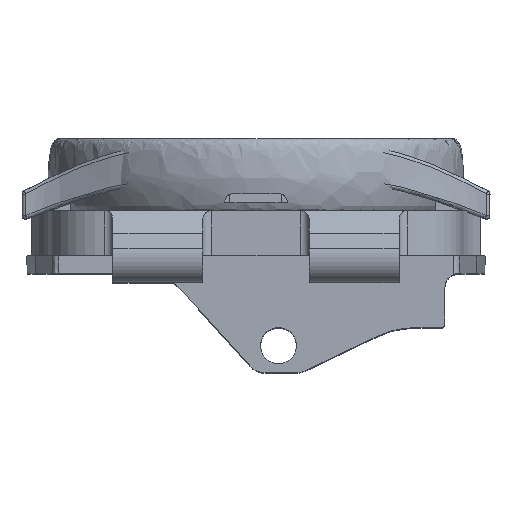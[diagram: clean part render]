
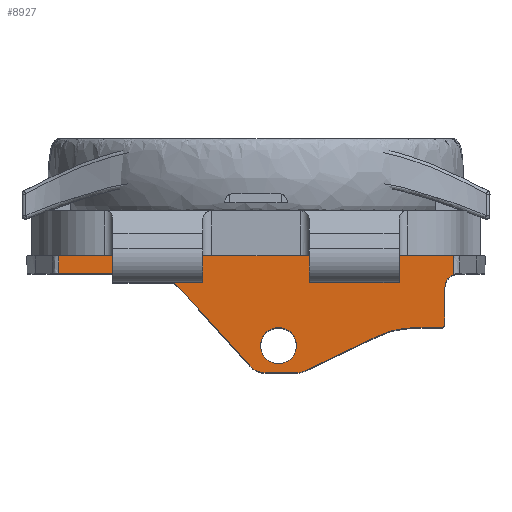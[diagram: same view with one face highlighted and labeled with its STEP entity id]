
A CAD part, top view. The second image highlights one B-rep face of the part: STEP entity #8927.
In plain terms, the highlighted planar face has unit normal (0, 0, 1).
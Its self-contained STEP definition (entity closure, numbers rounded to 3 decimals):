
#455=FACE_BOUND('',#1867,.T.);
#564=PLANE('',#9717);
#763=CIRCLE('',#9680,5.5);
#764=CIRCLE('',#9683,2.25);
#765=CIRCLE('',#9686,2.25);
#766=CIRCLE('',#9689,9.5);
#767=CIRCLE('',#9692,0.5);
#768=CIRCLE('',#9694,1.5);
#769=CIRCLE('',#9697,2.);
#1291=FACE_OUTER_BOUND('',#1866,.T.);
#1866=EDGE_LOOP('',(#7837,#7838,#7839,#7840,#7841,#7842,#7843,#7844,#7845,
#7846,#7847,#7848,#7849,#7850,#7851));
#1867=EDGE_LOOP('',(#7852));
#2362=B_SPLINE_CURVE_WITH_KNOTS('',3,(#35314,#35315,#35316,#35317),
 .UNSPECIFIED.,.F.,.F.,(4,4),(-0.2,0.012),.UNSPECIFIED.);
#2367=B_SPLINE_CURVE_WITH_KNOTS('',3,(#35435,#35436,#35437,#35438),
 .UNSPECIFIED.,.F.,.F.,(4,4),(-0.2,0.),.UNSPECIFIED.);
#2792=LINE('',#35235,#3397);
#2806=LINE('',#35656,#3411);
#2809=LINE('',#35664,#3414);
#2812=LINE('',#35672,#3417);
#2815=LINE('',#35680,#3420);
#2818=LINE('',#35690,#3423);
#2835=LINE('',#35739,#3440);
#3397=VECTOR('',#11169,10.);
#3411=VECTOR('',#11205,10.);
#3414=VECTOR('',#11214,10.);
#3417=VECTOR('',#11223,10.);
#3420=VECTOR('',#11232,10.);
#3423=VECTOR('',#11245,10.);
#3440=VECTOR('',#11304,10.);
#4203=VERTEX_POINT('',#35232);
#4204=VERTEX_POINT('',#35234);
#4211=VERTEX_POINT('',#35305);
#4212=VERTEX_POINT('',#35313);
#4216=VERTEX_POINT('',#35434);
#4239=VERTEX_POINT('',#35650);
#4240=VERTEX_POINT('',#35654);
#4241=VERTEX_POINT('',#35658);
#4242=VERTEX_POINT('',#35662);
#4243=VERTEX_POINT('',#35666);
#4244=VERTEX_POINT('',#35670);
#4245=VERTEX_POINT('',#35674);
#4246=VERTEX_POINT('',#35678);
#4247=VERTEX_POINT('',#35682);
#4248=VERTEX_POINT('',#35686);
#4249=VERTEX_POINT('',#35692);
#5388=EDGE_CURVE('',#4204,#4203,#2792,.T.);
#5397=EDGE_CURVE('',#4211,#4212,#2362,.T.);
#5406=EDGE_CURVE('',#4204,#4216,#2367,.T.);
#5436=EDGE_CURVE('',#4203,#4239,#763,.T.);
#5438=EDGE_CURVE('',#4240,#4239,#2806,.T.);
#5440=EDGE_CURVE('',#4240,#4241,#764,.T.);
#5442=EDGE_CURVE('',#4242,#4241,#2809,.T.);
#5444=EDGE_CURVE('',#4242,#4243,#765,.T.);
#5446=EDGE_CURVE('',#4244,#4243,#2812,.T.);
#5447=EDGE_CURVE('',#4244,#4245,#766,.T.);
#5450=EDGE_CURVE('',#4246,#4245,#2815,.T.);
#5451=EDGE_CURVE('',#4246,#4247,#767,.T.);
#5453=EDGE_CURVE('',#4248,#4212,#768,.T.);
#5455=EDGE_CURVE('',#4247,#4248,#2818,.T.);
#5457=EDGE_CURVE('',#4249,#4249,#769,.T.);
#5479=EDGE_CURVE('',#4211,#4216,#2835,.T.);
#7837=ORIENTED_EDGE('',*,*,#5479,.T.);
#7838=ORIENTED_EDGE('',*,*,#5406,.F.);
#7839=ORIENTED_EDGE('',*,*,#5388,.T.);
#7840=ORIENTED_EDGE('',*,*,#5436,.T.);
#7841=ORIENTED_EDGE('',*,*,#5438,.F.);
#7842=ORIENTED_EDGE('',*,*,#5440,.T.);
#7843=ORIENTED_EDGE('',*,*,#5442,.F.);
#7844=ORIENTED_EDGE('',*,*,#5444,.T.);
#7845=ORIENTED_EDGE('',*,*,#5446,.F.);
#7846=ORIENTED_EDGE('',*,*,#5447,.T.);
#7847=ORIENTED_EDGE('',*,*,#5450,.F.);
#7848=ORIENTED_EDGE('',*,*,#5451,.T.);
#7849=ORIENTED_EDGE('',*,*,#5455,.T.);
#7850=ORIENTED_EDGE('',*,*,#5453,.T.);
#7851=ORIENTED_EDGE('',*,*,#5397,.F.);
#7852=ORIENTED_EDGE('',*,*,#5457,.T.);
#8927=ADVANCED_FACE('',(#1291,#455),#564,.T.);
#9680=AXIS2_PLACEMENT_3D('',#35652,#11200,#11201);
#9683=AXIS2_PLACEMENT_3D('',#35660,#11209,#11210);
#9686=AXIS2_PLACEMENT_3D('',#35668,#11218,#11219);
#9689=AXIS2_PLACEMENT_3D('',#35675,#11226,#11227);
#9692=AXIS2_PLACEMENT_3D('',#35683,#11235,#11236);
#9694=AXIS2_PLACEMENT_3D('',#35687,#11240,#11241);
#9697=AXIS2_PLACEMENT_3D('',#35694,#11249,#11250);
#9717=AXIS2_PLACEMENT_3D('',#35740,#11305,#11306);
#11169=DIRECTION('',(1.,0.,0.));
#11200=DIRECTION('center_axis',(0.,0.,-1.));
#11201=DIRECTION('ref_axis',(0.407,0.914,0.));
#11205=DIRECTION('',(-0.669,0.743,0.));
#11209=DIRECTION('center_axis',(0.,0.,1.));
#11210=DIRECTION('ref_axis',(-0.407,-0.914,0.));
#11214=DIRECTION('',(-1.,0.,0.));
#11218=DIRECTION('center_axis',(0.,0.,1.));
#11219=DIRECTION('ref_axis',(0.22,-0.975,0.));
#11223=DIRECTION('',(-0.903,-0.43,0.));
#11226=DIRECTION('center_axis',(0.,0.,-1.));
#11227=DIRECTION('ref_axis',(-0.22,0.975,0.));
#11232=DIRECTION('',(-1.,0.,0.));
#11235=DIRECTION('center_axis',(0.,0.,1.));
#11236=DIRECTION('ref_axis',(0.707,-0.707,0.));
#11240=DIRECTION('center_axis',(0.,0.,-1.));
#11241=DIRECTION('ref_axis',(-0.707,0.707,0.));
#11245=DIRECTION('',(0.,1.,0.));
#11249=DIRECTION('center_axis',(0.,0.,-1.));
#11250=DIRECTION('ref_axis',(1.,0.,0.));
#11304=DIRECTION('',(-1.,0.,0.));
#11305=DIRECTION('center_axis',(0.,0.,1.));
#11306=DIRECTION('ref_axis',(1.,0.,0.));
#35232=CARTESIAN_POINT('',(-19.849,18.,47.));
#35234=CARTESIAN_POINT('',(-29.408,18.,47.));
#35235=CARTESIAN_POINT('',(-32.,18.,47.));
#35305=CARTESIAN_POINT('',(14.408,20.,47.));
#35313=CARTESIAN_POINT('',(14.408,17.878,47.));
#35314=CARTESIAN_POINT('Ctrl Pts',(14.408,20.,47.));
#35315=CARTESIAN_POINT('Ctrl Pts',(14.408,19.293,47.));
#35316=CARTESIAN_POINT('Ctrl Pts',(14.408,18.586,47.));
#35317=CARTESIAN_POINT('Ctrl Pts',(14.408,17.878,47.));
#35434=CARTESIAN_POINT('',(-29.408,20.,47.));
#35435=CARTESIAN_POINT('Ctrl Pts',(-29.408,18.,47.));
#35436=CARTESIAN_POINT('Ctrl Pts',(-29.408,18.667,47.));
#35437=CARTESIAN_POINT('Ctrl Pts',(-29.408,19.333,47.));
#35438=CARTESIAN_POINT('Ctrl Pts',(-29.408,20.,47.));
#35650=CARTESIAN_POINT('',(-15.761,16.179,47.));
#35652=CARTESIAN_POINT('Origin',(-19.849,12.5,47.));
#35654=CARTESIAN_POINT('',(-8.17,7.745,47.));
#35656=CARTESIAN_POINT('',(-7.5,7.,47.));
#35658=CARTESIAN_POINT('',(-6.498,7.,47.));
#35660=CARTESIAN_POINT('Origin',(-6.498,9.25,47.));
#35662=CARTESIAN_POINT('',(-3.008,7.,47.));
#35664=CARTESIAN_POINT('',(-5.,7.,47.));
#35666=CARTESIAN_POINT('',(-2.041,7.219,47.));
#35668=CARTESIAN_POINT('Origin',(-3.008,9.25,47.));
#35670=CARTESIAN_POINT('',(6.062,11.077,47.));
#35672=CARTESIAN_POINT('',(8.,12.,47.));
#35674=CARTESIAN_POINT('',(10.146,12.,47.));
#35675=CARTESIAN_POINT('Origin',(10.146,2.5,47.));
#35678=CARTESIAN_POINT('',(13.,12.,47.));
#35680=CARTESIAN_POINT('',(13.,12.,47.));
#35682=CARTESIAN_POINT('',(13.5,12.5,47.));
#35683=CARTESIAN_POINT('Origin',(13.,12.5,47.));
#35686=CARTESIAN_POINT('',(13.5,16.5,47.));
#35687=CARTESIAN_POINT('Origin',(15.,16.5,47.));
#35690=CARTESIAN_POINT('',(13.5,18.,47.));
#35692=CARTESIAN_POINT('',(-7.,10.,47.));
#35694=CARTESIAN_POINT('Origin',(-5.,10.,47.));
#35739=CARTESIAN_POINT('',(5.25,20.,47.));
#35740=CARTESIAN_POINT('Origin',(-7.,13.5,47.));
